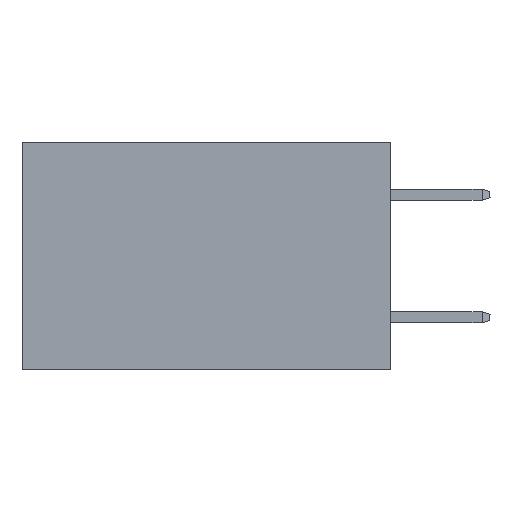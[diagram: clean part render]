
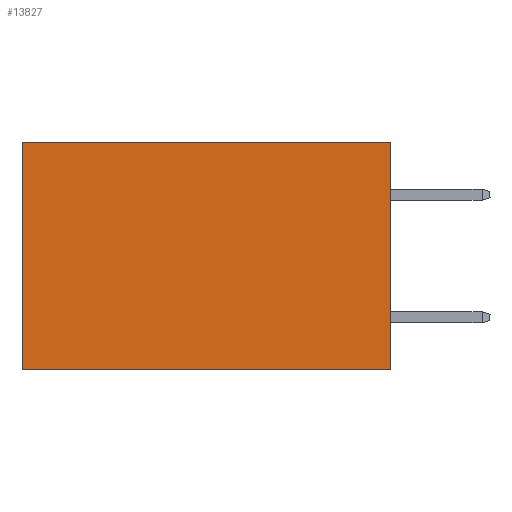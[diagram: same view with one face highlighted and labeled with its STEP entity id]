
A CAD part, left-side view. The second image highlights one B-rep face of the part: STEP entity #13827.
In plain terms, the highlighted planar face has unit normal (-1, 0, 0).
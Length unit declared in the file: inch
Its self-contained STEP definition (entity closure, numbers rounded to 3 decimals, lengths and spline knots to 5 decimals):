
#987 = DIRECTION ( 'NONE',  ( 1., 0., 0. ) ) ;
#1084 = VECTOR ( 'NONE', #13308, 39.37008 ) ;
#1316 = VERTEX_POINT ( 'NONE', #36446 ) ;
#1586 = EDGE_CURVE ( 'NONE', #10917, #30059, #33111, .T. ) ;
#4345 = CARTESIAN_POINT ( 'NONE',  ( 0.2875, 0., 0. ) ) ;
#4487 = DIRECTION ( 'NONE',  ( 0., 0., -1. ) ) ;
#5488 = CARTESIAN_POINT ( 'NONE',  ( 0.2875, 0., -0.37 ) ) ;
#6238 = CARTESIAN_POINT ( 'NONE',  ( 0.2875, 0.6, 0. ) ) ;
#8381 = LINE ( 'NONE', #4345, #18940 ) ;
#10316 = FACE_OUTER_BOUND ( 'NONE', #15554, .T. ) ;
#10601 = ORIENTED_EDGE ( 'NONE', *, *, #34340, .T. ) ;
#10917 = VERTEX_POINT ( 'NONE', #5488 ) ;
#11804 = EDGE_CURVE ( 'NONE', #31098, #10917, #8381, .T. ) ;
#13308 = DIRECTION ( 'NONE',  ( 0., 1., 0. ) ) ;
#13827 = ADVANCED_FACE ( 'NONE', ( #10316 ), #41362, .F. ) ;
#14046 = ORIENTED_EDGE ( 'NONE', *, *, #11804, .F. ) ;
#15554 = EDGE_LOOP ( 'NONE', ( #22355, #16186, #14046, #10601 ) ) ;
#16186 = ORIENTED_EDGE ( 'NONE', *, *, #1586, .F. ) ;
#17924 = CARTESIAN_POINT ( 'NONE',  ( 0.2875, 0., 0. ) ) ;
#18940 = VECTOR ( 'NONE', #4487, 39.37008 ) ;
#21151 = LINE ( 'NONE', #37616, #1084 ) ;
#22355 = ORIENTED_EDGE ( 'NONE', *, *, #38111, .T. ) ;
#23494 = LINE ( 'NONE', #6238, #38382 ) ;
#24618 = DIRECTION ( 'NONE',  ( 0., 0., -1. ) ) ;
#25097 = AXIS2_PLACEMENT_3D ( 'NONE', #41503, #987, #24618 ) ;
#30059 = VERTEX_POINT ( 'NONE', #40135 ) ;
#31098 = VERTEX_POINT ( 'NONE', #17924 ) ;
#33111 = LINE ( 'NONE', #37599, #42098 ) ;
#33341 = DIRECTION ( 'NONE',  ( 0., 0., -1. ) ) ;
#34340 = EDGE_CURVE ( 'NONE', #31098, #1316, #21151, .T. ) ;
#36446 = CARTESIAN_POINT ( 'NONE',  ( 0.2875, 0.6, 0. ) ) ;
#37599 = CARTESIAN_POINT ( 'NONE',  ( 0.2875, 0., -0.37 ) ) ;
#37616 = CARTESIAN_POINT ( 'NONE',  ( 0.2875, 0., 0. ) ) ;
#38111 = EDGE_CURVE ( 'NONE', #1316, #30059, #23494, .T. ) ;
#38382 = VECTOR ( 'NONE', #33341, 39.37008 ) ;
#40135 = CARTESIAN_POINT ( 'NONE',  ( 0.2875, 0.6, -0.37 ) ) ;
#41102 = DIRECTION ( 'NONE',  ( 0., 1., 0. ) ) ;
#41362 = PLANE ( 'NONE',  #25097 ) ;
#41503 = CARTESIAN_POINT ( 'NONE',  ( 0.2875, 0., 0. ) ) ;
#42098 = VECTOR ( 'NONE', #41102, 39.37008 ) ;
